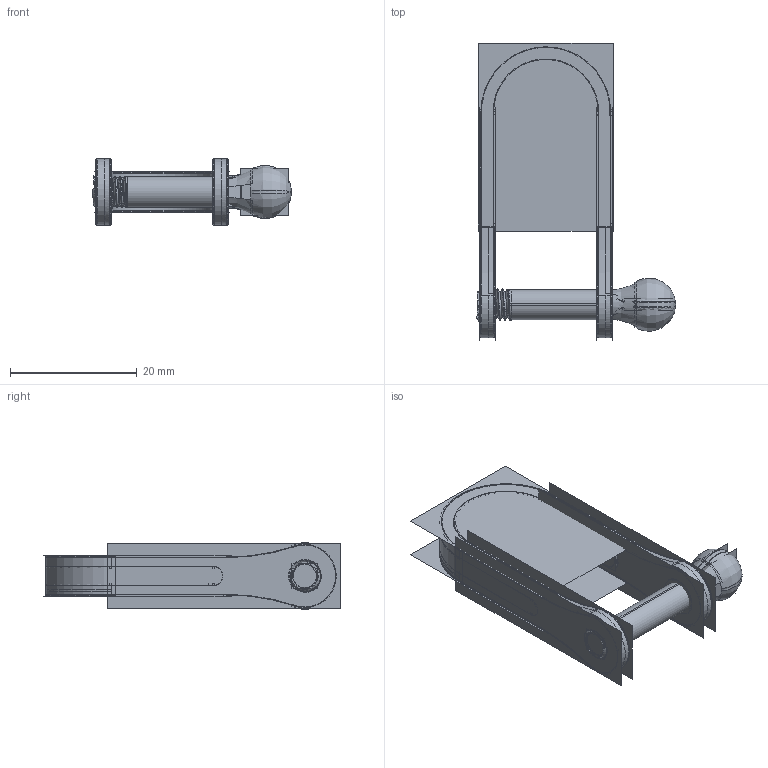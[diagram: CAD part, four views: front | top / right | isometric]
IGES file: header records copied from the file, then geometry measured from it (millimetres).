
Start section:  PTC IGES file: a6024.igs
Global section: file name: a6024.igs; native system: Creo Parametric by PTC Inc.; preprocessor: 2021284; author: Student; organization: Unknown; date: 20211207.153448; units: millimetre
Bounding box: 31.46 x 47.04 x 10.5 mm (x, y, z)
Surface area: 7836.8 mm2 (no closed solid volume)
Topology: 0 solids, 0 shells, 264 faces, 3574 edges, 4704 vertices
Faces by surface type: revolution 170, bspline 74, extrusion 20
